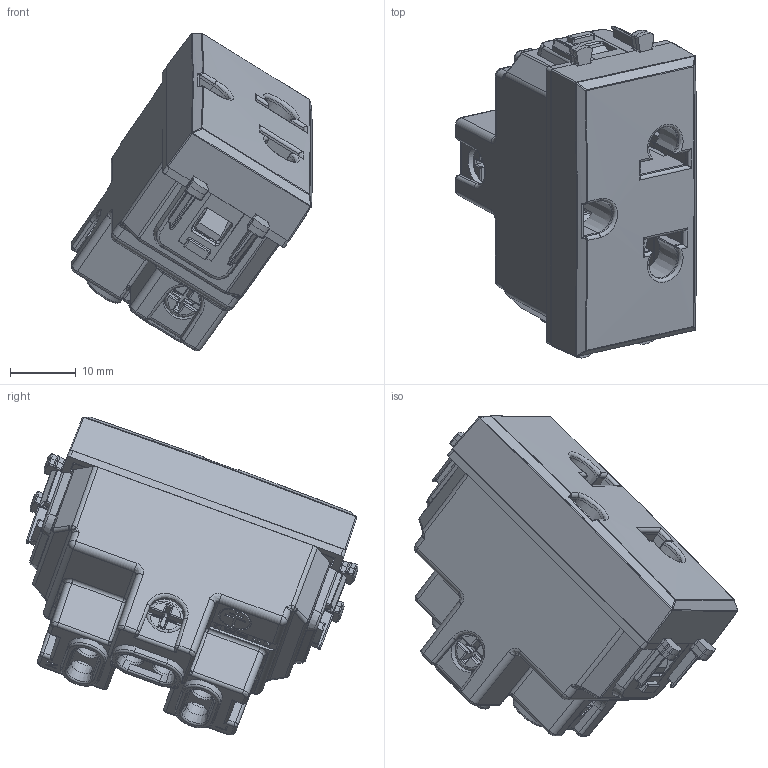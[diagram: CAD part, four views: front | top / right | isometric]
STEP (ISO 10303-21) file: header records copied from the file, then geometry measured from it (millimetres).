
FILE_DESCRIPTION(('CATIA V5 STEP Exchange'),'2;1');
FILE_NAME('442033TD.stp','2024-03-06T09:02:05+00:00',('none'),('none'),'CATIA Version 5-6 Release 2016 SP6','CATIA V5 STEP AP203','none');
FILE_SCHEMA(('CONFIG_CONTROL_DESIGN'));
Products named in the file (1): 442033TD
Assembly tree (11 placements, depth 2):
  442033TD
    #57
    #33904  x2
    #45360
    #47496  x3
    #49435  x3
    #50301
Bounding box: 36.8 x 50.64 x 48.51 mm (x, y, z)
Volume: 12014.8 mm3; surface area: 20781.9 mm2
Topology: 11 solids, 11 shells, 2756 faces, 7199 edges, 4419 vertices
Faces by surface type: plane 1579, cylinder 613, bspline 213, cone 153, sphere 105, torus 57, extrusion 32, revolution 4
Entity records: 81740 total; most frequent: CARTESIAN_POINT 33905, ORIENTED_EDGE 11448, DIRECTION 7110, EDGE_CURVE 5724, VERTEX_POINT 3573, VECTOR 3157, LINE 3141, AXIS2_PLACEMENT_3D 2350
